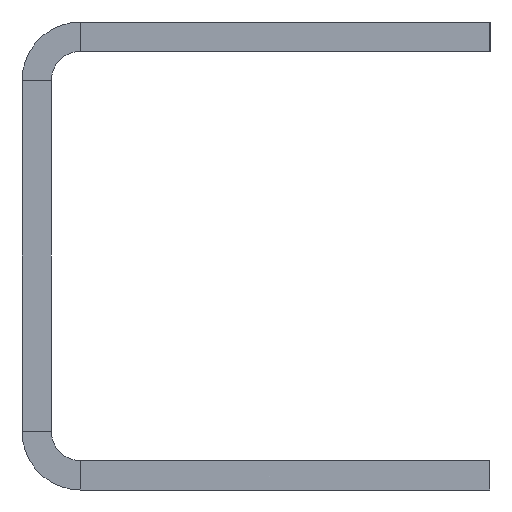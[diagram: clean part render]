
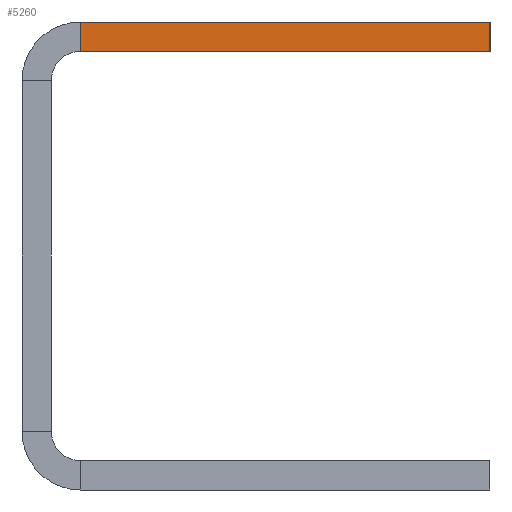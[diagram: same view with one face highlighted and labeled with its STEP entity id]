
A CAD part, front view. The second image highlights one B-rep face of the part: STEP entity #5260.
In plain terms, the highlighted planar face has unit normal (0, -1, 0).
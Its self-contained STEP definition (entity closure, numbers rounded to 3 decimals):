
#451=PLANE('',#5808);
#616=FACE_OUTER_BOUND('',#856,.T.);
#856=EDGE_LOOP('',(#4083,#4084,#4085,#4086));
#1533=LINE('',#8563,#1787);
#1534=LINE('',#8565,#1788);
#1535=LINE('',#8567,#1789);
#1536=LINE('',#8568,#1790);
#1787=VECTOR('',#7085,10.);
#1788=VECTOR('',#7086,2.88);
#1789=VECTOR('',#7087,10.);
#1790=VECTOR('',#7088,2.88);
#2630=VERTEX_POINT('',#8554);
#2633=VERTEX_POINT('',#8562);
#2634=VERTEX_POINT('',#8564);
#2635=VERTEX_POINT('',#8566);
#3239=EDGE_CURVE('',#2630,#2633,#1533,.T.);
#3240=EDGE_CURVE('',#2634,#2633,#1534,.T.);
#3241=EDGE_CURVE('',#2634,#2635,#1535,.T.);
#3242=EDGE_CURVE('',#2630,#2635,#1536,.T.);
#4083=ORIENTED_EDGE('',*,*,#3239,.T.);
#4084=ORIENTED_EDGE('',*,*,#3240,.F.);
#4085=ORIENTED_EDGE('',*,*,#3241,.T.);
#4086=ORIENTED_EDGE('',*,*,#3242,.F.);
#5260=ADVANCED_FACE('',(#616),#451,.T.);
#5808=AXIS2_PLACEMENT_3D('',#8561,#7083,#7084);
#7083=DIRECTION('center_axis',(0.,-1.,0.));
#7084=DIRECTION('ref_axis',(1.,0.,0.));
#7085=DIRECTION('',(0.,0.,-1.));
#7086=DIRECTION('',(-1.,0.,0.));
#7087=DIRECTION('',(0.,0.,1.));
#7088=DIRECTION('',(1.,0.,0.));
#8554=CARTESIAN_POINT('',(-12.,-144.,32.));
#8561=CARTESIAN_POINT('Origin',(-16.524,-144.,30.));
#8562=CARTESIAN_POINT('',(-12.,-144.,30.));
#8563=CARTESIAN_POINT('',(-12.,-144.,30.44));
#8564=CARTESIAN_POINT('',(16.,-144.,30.));
#8565=CARTESIAN_POINT('',(-21.048,-144.,30.));
#8566=CARTESIAN_POINT('',(16.,-144.,32.));
#8567=CARTESIAN_POINT('',(16.,-144.,30.));
#8568=CARTESIAN_POINT('',(-21.048,-144.,32.));
